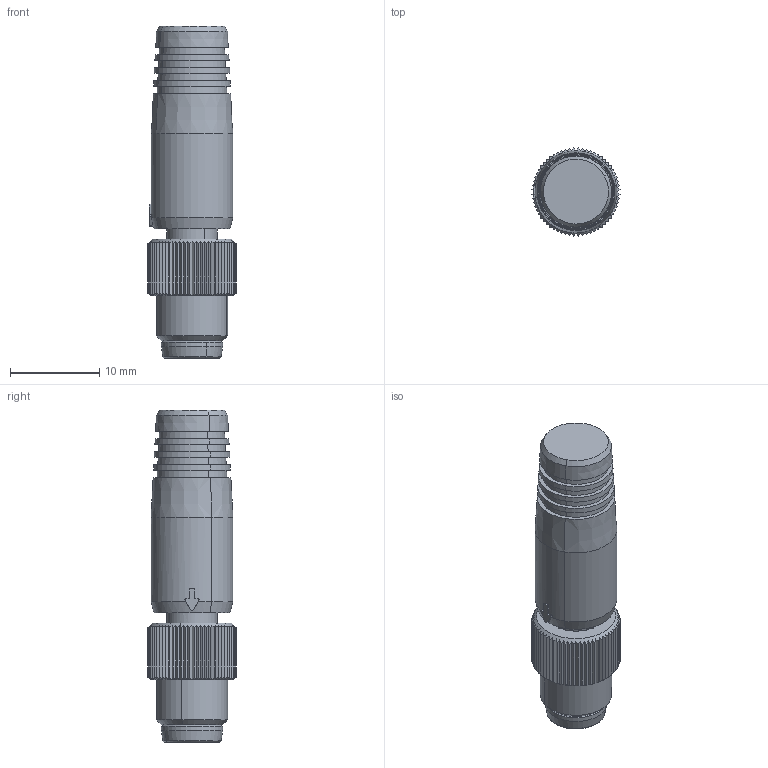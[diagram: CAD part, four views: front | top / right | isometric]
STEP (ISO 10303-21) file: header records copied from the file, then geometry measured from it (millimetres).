
FILE_DESCRIPTION(('CATIA V5 STEP Exchange','CAx-IF Rec.Pracs.--- Model Styling and Organization---1.4--- 2014-01-23'),'2;1');
FILE_NAME ('1101032-6_0_2662450000_2662450000.stp','2022-03-21T12:12:00+00:00',('none'),('Weidmueller'),'CATIA Version 5-6 Release 2016 SP3 HF44','CATIA V5 STEP AP214','none');
FILE_SCHEMA(('AUTOMOTIVE_DESIGN { 1 0 10303 214 1 1 1 1 }'));
Length unit declared in the file: millimetre
Products named in the file (1): 2662450000
Bounding box: 9.9 x 9.9 x 37.3 mm (x, y, z)
Volume: 2052.2 mm3; surface area: 2534.7 mm2
Topology: 7 solids, 7 shells, 547 faces, 1449 edges, 934 vertices
Faces by surface type: plane 221, cylinder 212, cone 78, torus 26, sphere 6, revolution 4
Entity records: 16577 total; most frequent: CARTESIAN_POINT 4444, ORIENTED_EDGE 2874, DIRECTION 1830, EDGE_CURVE 1437, VERTEX_POINT 934, AXIS2_PLACEMENT_3D 922, EDGE_LOOP 591, ADVANCED_FACE 547
